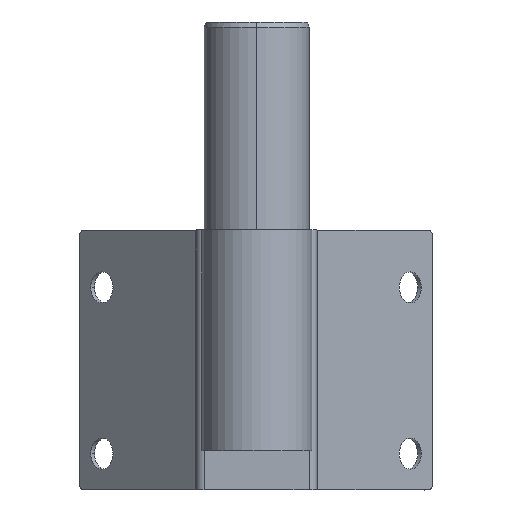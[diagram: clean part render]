
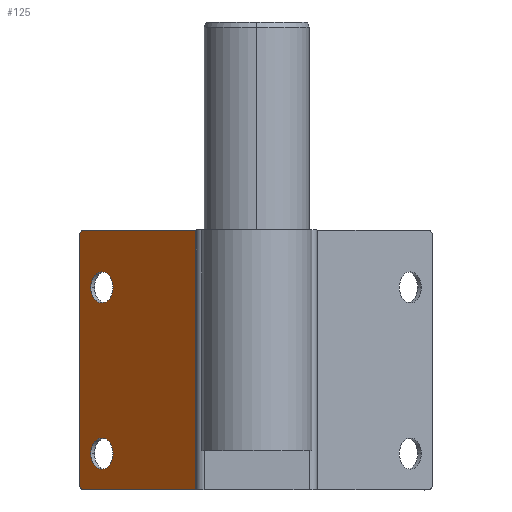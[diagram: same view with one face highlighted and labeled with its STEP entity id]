
A CAD part, top view. The second image highlights one B-rep face of the part: STEP entity #125.
In plain terms, the highlighted planar face has unit normal (-0.702, 0, 0.713).
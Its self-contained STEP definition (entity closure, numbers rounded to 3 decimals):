
#3 = VERTEX_POINT ( 'NONE', #379 ) ;
#16 = AXIS2_PLACEMENT_3D ( 'NONE', #820, #1058, #1383 ) ;
#41 = EDGE_CURVE ( 'NONE', #781, #1011, #195, .T. ) ;
#43 = VERTEX_POINT ( 'NONE', #1283 ) ;
#70 = FACE_BOUND ( 'NONE', #824, .T. ) ;
#90 = DIRECTION ( 'NONE',  ( -0.713, 0., -0.702 ) ) ;
#111 = PLANE ( 'NONE',  #1111 ) ;
#112 = DIRECTION ( 'NONE',  ( 0.702, 0., -0.713 ) ) ;
#119 = CARTESIAN_POINT ( 'NONE',  ( -23.498, 100., -34.419 ) ) ;
#123 = ORIENTED_EDGE ( 'NONE', *, *, #1149, .T. ) ;
#125 = ADVANCED_FACE ( 'NONE', ( #231, #70, #1090 ), #111, .F. ) ;
#151 = ORIENTED_EDGE ( 'NONE', *, *, #338, .T. ) ;
#168 = EDGE_CURVE ( 'NONE', #504, #1142, #893, .T. ) ;
#186 = VECTOR ( 'NONE', #524, 1000. ) ;
#195 = CIRCLE ( 'NONE', #1135, 6. ) ;
#231 = FACE_BOUND ( 'NONE', #1122, .T. ) ;
#238 = ORIENTED_EDGE ( 'NONE', *, *, #385, .T. ) ;
#268 = DIRECTION ( 'NONE',  ( -0.713, 0., -0.702 ) ) ;
#276 = CARTESIAN_POINT ( 'NONE',  ( -59.589, 14., -69.944 ) ) ;
#296 = DIRECTION ( 'NONE',  ( -0.713, 0., -0.702 ) ) ;
#302 = ORIENTED_EDGE ( 'NONE', *, *, #730, .T. ) ;
#338 = EDGE_CURVE ( 'NONE', #1011, #781, #1136, .T. ) ;
#356 = AXIS2_PLACEMENT_3D ( 'NONE', #1348, #1241, #268 ) ;
#372 = CIRCLE ( 'NONE', #657, 6. ) ;
#379 = CARTESIAN_POINT ( 'NONE',  ( -63.865, 78., -74.153 ) ) ;
#385 = EDGE_CURVE ( 'NONE', #3, #826, #808, .T. ) ;
#440 = CARTESIAN_POINT ( 'NONE',  ( -23.498, 100., -34.419 ) ) ;
#474 = ORIENTED_EDGE ( 'NONE', *, *, #1329, .T. ) ;
#495 = VECTOR ( 'NONE', #911, 1000. ) ;
#504 = VERTEX_POINT ( 'NONE', #974 ) ;
#524 = DIRECTION ( 'NONE',  ( 0.713, 0., 0.702 ) ) ;
#526 = VERTEX_POINT ( 'NONE', #440 ) ;
#552 = VECTOR ( 'NONE', #1196, 1000. ) ;
#585 = EDGE_CURVE ( 'NONE', #526, #43, #628, .T. ) ;
#595 = EDGE_CURVE ( 'NONE', #760, #43, #1286, .T. ) ;
#598 = EDGE_LOOP ( 'NONE', ( #810, #302, #689, #682, #930, #474 ) ) ;
#628 = LINE ( 'NONE', #119, #1352 ) ;
#657 = AXIS2_PLACEMENT_3D ( 'NONE', #868, #112, #90 ) ;
#682 = ORIENTED_EDGE ( 'NONE', *, *, #585, .F. ) ;
#687 = CARTESIAN_POINT ( 'NONE',  ( -66.715, 100., -76.959 ) ) ;
#689 = ORIENTED_EDGE ( 'NONE', *, *, #595, .T. ) ;
#701 = AXIS2_PLACEMENT_3D ( 'NONE', #276, #1052, #1035 ) ;
#730 = EDGE_CURVE ( 'NONE', #1142, #760, #1280, .T. ) ;
#758 = DIRECTION ( 'NONE',  ( 0., -1., 0. ) ) ;
#760 = VERTEX_POINT ( 'NONE', #939 ) ;
#781 = VERTEX_POINT ( 'NONE', #1355 ) ;
#808 = CIRCLE ( 'NONE', #16, 6. ) ;
#810 = ORIENTED_EDGE ( 'NONE', *, *, #168, .T. ) ;
#820 = CARTESIAN_POINT ( 'NONE',  ( -59.589, 78., -69.944 ) ) ;
#824 = EDGE_LOOP ( 'NONE', ( #919, #151 ) ) ;
#826 = VERTEX_POINT ( 'NONE', #1148 ) ;
#832 = DIRECTION ( 'NONE',  ( 0.702, 0., -0.713 ) ) ;
#868 = CARTESIAN_POINT ( 'NONE',  ( -59.589, 78., -69.944 ) ) ;
#893 = LINE ( 'NONE', #1028, #495 ) ;
#911 = DIRECTION ( 'NONE',  ( 0., -1., 0. ) ) ;
#912 = DIRECTION ( 'NONE',  ( -0.702, 0., 0.713 ) ) ;
#919 = ORIENTED_EDGE ( 'NONE', *, *, #41, .T. ) ;
#930 = ORIENTED_EDGE ( 'NONE', *, *, #976, .F. ) ;
#939 = CARTESIAN_POINT ( 'NONE',  ( -66.715, 0., -76.959 ) ) ;
#949 = CARTESIAN_POINT ( 'NONE',  ( -59.589, 14., -69.944 ) ) ;
#974 = CARTESIAN_POINT ( 'NONE',  ( -68.141, 98., -78.362 ) ) ;
#976 = EDGE_CURVE ( 'NONE', #1325, #526, #1298, .T. ) ;
#1011 = VERTEX_POINT ( 'NONE', #1057 ) ;
#1028 = CARTESIAN_POINT ( 'NONE',  ( -68.141, 100., -78.362 ) ) ;
#1035 = DIRECTION ( 'NONE',  ( -0.713, 0., -0.702 ) ) ;
#1052 = DIRECTION ( 'NONE',  ( 0.702, 0., -0.713 ) ) ;
#1057 = CARTESIAN_POINT ( 'NONE',  ( -63.865, 14., -74.153 ) ) ;
#1058 = DIRECTION ( 'NONE',  ( 0.702, 0., -0.713 ) ) ;
#1065 = CARTESIAN_POINT ( 'NONE',  ( -68.141, 0., -78.362 ) ) ;
#1090 = FACE_OUTER_BOUND ( 'NONE', #598, .T. ) ;
#1099 = DIRECTION ( 'NONE',  ( -0.713, 0., -0.702 ) ) ;
#1108 = CARTESIAN_POINT ( 'NONE',  ( -66.715, 98., -76.959 ) ) ;
#1111 = AXIS2_PLACEMENT_3D ( 'NONE', #1270, #1276, #296 ) ;
#1122 = EDGE_LOOP ( 'NONE', ( #123, #238 ) ) ;
#1135 = AXIS2_PLACEMENT_3D ( 'NONE', #949, #832, #1160 ) ;
#1136 = CIRCLE ( 'NONE', #701, 6. ) ;
#1142 = VERTEX_POINT ( 'NONE', #1177 ) ;
#1148 = CARTESIAN_POINT ( 'NONE',  ( -55.313, 78., -65.735 ) ) ;
#1149 = EDGE_CURVE ( 'NONE', #826, #3, #372, .T. ) ;
#1160 = DIRECTION ( 'NONE',  ( -0.713, 0., -0.702 ) ) ;
#1177 = CARTESIAN_POINT ( 'NONE',  ( -68.141, 2., -78.362 ) ) ;
#1186 = AXIS2_PLACEMENT_3D ( 'NONE', #1108, #912, #1099 ) ;
#1189 = CARTESIAN_POINT ( 'NONE',  ( -68.141, 100., -78.362 ) ) ;
#1196 = DIRECTION ( 'NONE',  ( 0.713, 0., 0.702 ) ) ;
#1241 = DIRECTION ( 'NONE',  ( -0.702, 0., 0.713 ) ) ;
#1270 = CARTESIAN_POINT ( 'NONE',  ( -68.141, 100., -78.362 ) ) ;
#1276 = DIRECTION ( 'NONE',  ( 0.702, 0., -0.713 ) ) ;
#1280 = CIRCLE ( 'NONE', #356, 2. ) ;
#1283 = CARTESIAN_POINT ( 'NONE',  ( -23.498, 0., -34.419 ) ) ;
#1286 = LINE ( 'NONE', #1065, #186 ) ;
#1296 = CIRCLE ( 'NONE', #1186, 2. ) ;
#1298 = LINE ( 'NONE', #1189, #552 ) ;
#1325 = VERTEX_POINT ( 'NONE', #687 ) ;
#1329 = EDGE_CURVE ( 'NONE', #1325, #504, #1296, .T. ) ;
#1348 = CARTESIAN_POINT ( 'NONE',  ( -66.715, 2., -76.959 ) ) ;
#1352 = VECTOR ( 'NONE', #758, 1000. ) ;
#1355 = CARTESIAN_POINT ( 'NONE',  ( -55.313, 14., -65.735 ) ) ;
#1383 = DIRECTION ( 'NONE',  ( -0.713, 0., -0.702 ) ) ;
